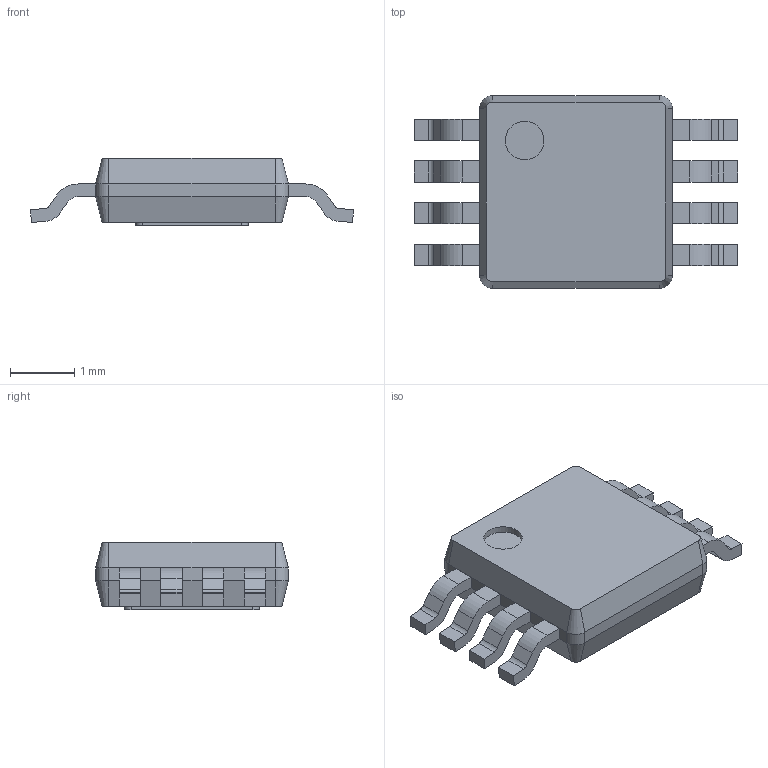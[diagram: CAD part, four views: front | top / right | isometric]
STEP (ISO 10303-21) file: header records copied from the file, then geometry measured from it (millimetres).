
FILE_DESCRIPTION(/* description */ (''),/* implementation_level */ '2;1');
FILE_NAME(/* name */ 'HVSSOP-8 v2.step',/* time_stamp */ '2020-08-19T19:38:31-04:00',/* author */ (''),/* organization */ (''),/* preprocessor_version */ 'ST-DEVELOPER v18.1',/* originating_system */ 'Autodesk Translation Framework v9.3.0.1241',/* authorisation */ '');
FILE_SCHEMA (('AUTOMOTIVE_DESIGN { 1 0 10303 214 3 1 1 }'));
Length unit declared in the file: millimetre
Products named in the file (5): HVSSOP-8; Component1; Component1(Mirror); Component3; Component4
Assembly tree (10 placements, depth 2):
  HVSSOP-8
    Component1  x4
    Component1(Mirror)  x4
    Component3
    Component4
Bounding box: 5.03 x 3 x 1.05 mm (x, y, z)
Volume: 9.3 mm3; surface area: 46.2 mm2
Topology: 10 solids, 10 shells, 150 faces, 371 edges, 242 vertices
Faces by surface type: plane 101, cylinder 41, cone 8
Full cylindrical faces by diameter (mm): 0.6 x1
Entity records: 2101 total; most frequent: DIRECTION 361, CARTESIAN_POINT 335, ORIENTED_EDGE 310, EDGE_CURVE 155, AXIS2_PLACEMENT_3D 124, LINE 113, VECTOR 113, VERTEX_POINT 98
